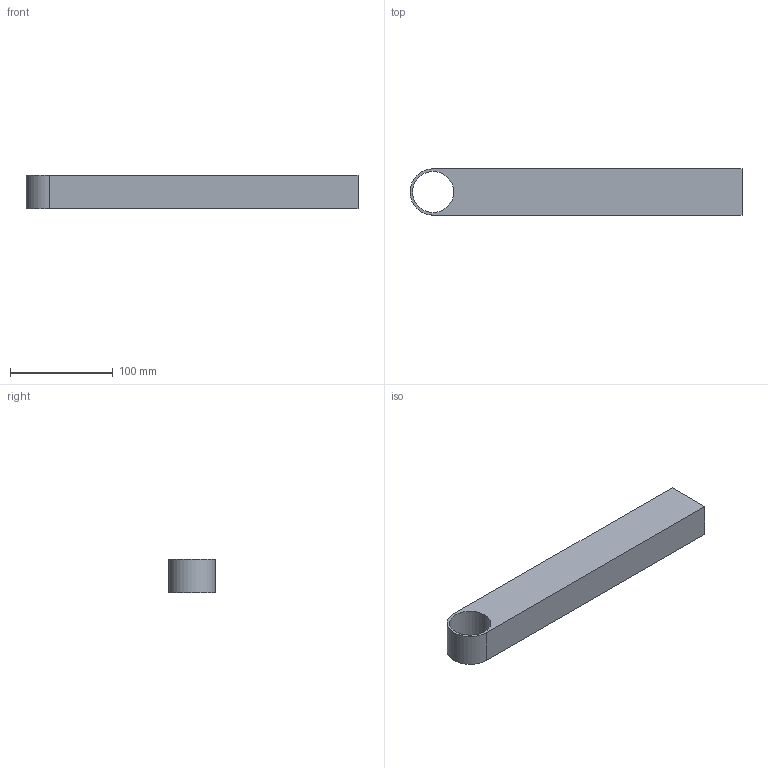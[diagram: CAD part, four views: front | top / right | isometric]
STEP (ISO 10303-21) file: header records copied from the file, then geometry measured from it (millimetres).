
FILE_DESCRIPTION (( 'STEP AP214' ), '1' );
FILE_NAME ('Link2.STEP', '2023-11-10T08:46:49', ( '' ), ( '' ), 'SwSTEP 2.0', 'SolidWorks 2018', '' );
FILE_SCHEMA (( 'AUTOMOTIVE_DESIGN' ));
Length unit declared in the file: millimetre
Products named in the file (1): Link2
Bounding box: 322.5 x 45 x 33 mm (x, y, z)
Volume: 277133.1 mm3; surface area: 79841.7 mm2
Topology: 1 solids, 1 shells, 13 faces, 30 edges, 20 vertices
Faces by surface type: plane 10, cylinder 3
Entity records: 463 total; most frequent: DIRECTION 64, CARTESIAN_POINT 64, ORIENTED_EDGE 60, EDGE_CURVE 30, VECTOR 24, LINE 24, VERTEX_POINT 20, AXIS2_PLACEMENT_3D 20
